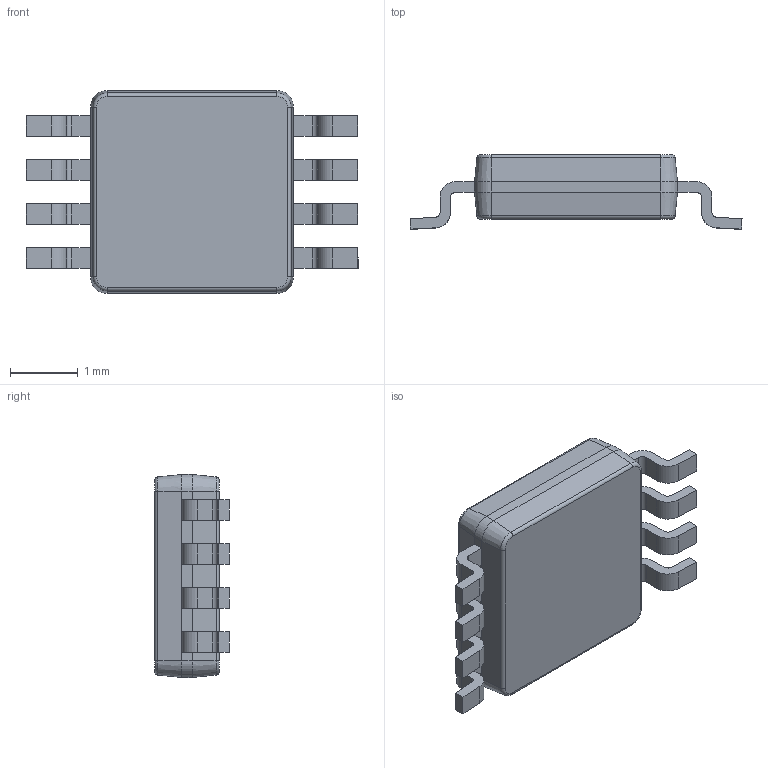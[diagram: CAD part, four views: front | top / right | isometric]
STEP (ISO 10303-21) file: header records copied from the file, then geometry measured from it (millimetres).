
FILE_DESCRIPTION (( 'STEP AP214' ), '1' );
FILE_NAME ('MAX4003EUA+T.STEP', '2020-08-28T08:45:59', ( '' ), ( '' ), 'SwSTEP 2.0', 'SolidWorks 2017', '' );
FILE_SCHEMA (( 'AUTOMOTIVE_DESIGN' ));
Length unit declared in the file: millimetre
Products named in the file (1): MAX4003EUA+T
Bounding box: 4.91 x 1.1 x 3 mm (x, y, z)
Volume: 8.8 mm3; surface area: 38.7 mm2
Topology: 10 solids, 10 shells, 161 faces, 388 edges, 248 vertices
Faces by surface type: plane 97, cylinder 48, cone 8, torus 8
Entity records: 4773 total; most frequent: DIRECTION 824, CARTESIAN_POINT 798, ORIENTED_EDGE 776, EDGE_CURVE 388, LINE 276, VECTOR 276, AXIS2_PLACEMENT_3D 274, VERTEX_POINT 248
